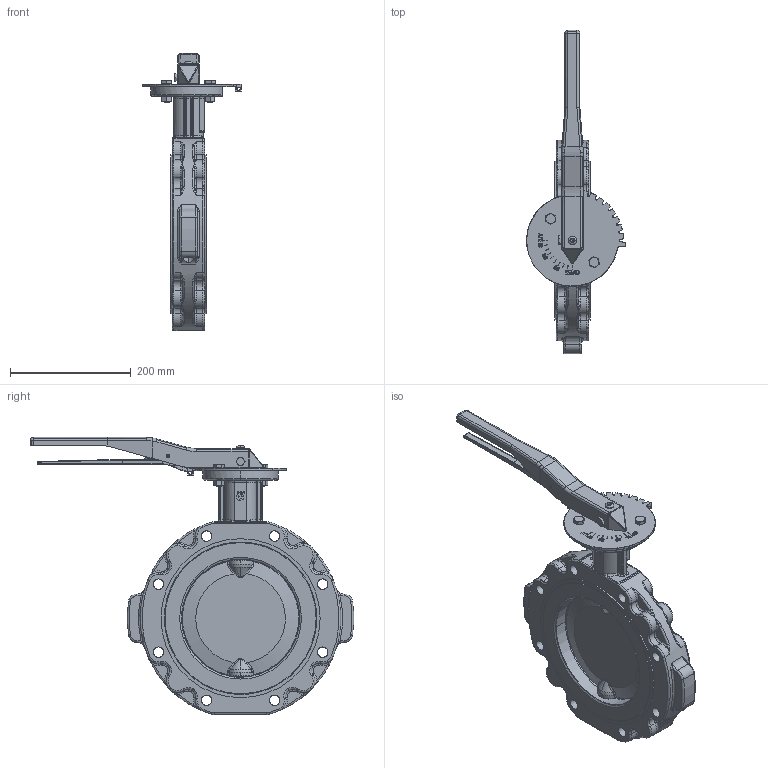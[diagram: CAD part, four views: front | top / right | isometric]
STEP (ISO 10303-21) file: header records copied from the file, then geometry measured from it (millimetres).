
FILE_DESCRIPTION(('HOOPS Exchange Step'),'2;1');
FILE_NAME('AK10_DN200_PN10_Handhebel.stp','2025-10-06T10:05:55+02:00',('nieru'),('Unknown organisation'),'HOOPS Exchange 2024.2','HOOPS Exchange','Unknown authorisation');
FILE_SCHEMA( ('AP203_CONFIGURATION_CONTROLLED_3D_DESIGN_OF_MECHANICAL_PARTS_AND_ASSEMBLIES_MIM_LF') );
Length unit declared in the file: millimetre
Products named in the file (3): 0; root
Assembly tree (2 placements, depth 3):
  root
    0
      0
Bounding box: 164 x 536.77 x 460 mm (x, y, z)
Volume: 4076556 mm3; surface area: 546293.6 mm2
Topology: 2 solids, 2 shells, 1886 faces, 4914 edges, 3007 vertices
Faces by surface type: cylinder 586, plane 448, bspline 353, torus 339, cone 123, sphere 37
Entity records: 160218 total; most frequent: CARTESIAN_POINT 120682, ORIENTED_EDGE 9626, DIRECTION 5941, EDGE_CURVE 4813, VERTEX_POINT 3007, B_SPLINE_CURVE_WITH_KNOTS 2487, AXIS2_PLACEMENT_3D 2256, EDGE_LOOP 2002
